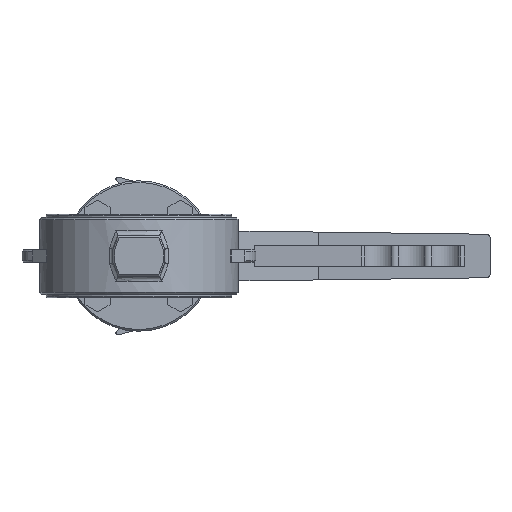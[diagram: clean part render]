
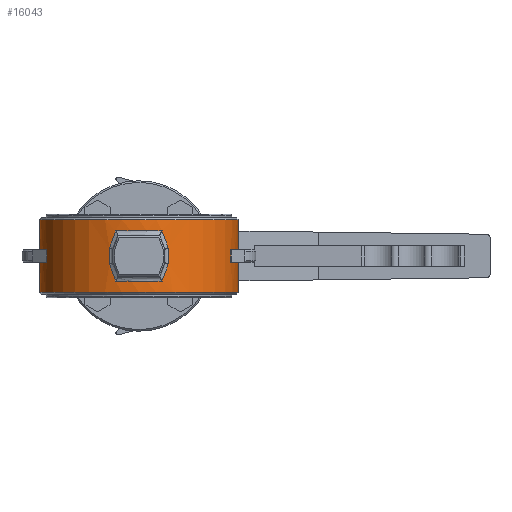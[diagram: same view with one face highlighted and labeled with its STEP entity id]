
A CAD part, front view. The second image highlights one B-rep face of the part: STEP entity #16043.
In plain terms, the highlighted cylindrical face has radius 59.5 mm (diameter 119 mm), a partial arc.
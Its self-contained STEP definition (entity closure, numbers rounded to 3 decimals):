
#214=ELLIPSE('',#17128,176.969,59.5);
#216=ELLIPSE('',#17135,176.969,59.5);
#218=ELLIPSE('',#17176,176.969,59.5);
#220=ELLIPSE('',#17190,176.969,59.5);
#880=CYLINDRICAL_SURFACE('',#17206,59.5);
#1670=LINE('',#27961,#2700);
#1698=LINE('',#28238,#2728);
#1700=LINE('',#28241,#2730);
#1721=LINE('',#28374,#2751);
#1725=LINE('',#28382,#2755);
#1726=LINE('',#28384,#2756);
#1727=LINE('',#28385,#2757);
#1732=LINE('',#28399,#2762);
#2700=VECTOR('',#19852,1000.);
#2728=VECTOR('',#19952,1000.);
#2730=VECTOR('',#19956,1000.);
#2751=VECTOR('',#20035,1000.);
#2755=VECTOR('',#20039,1000.);
#2756=VECTOR('',#20042,1000.);
#2757=VECTOR('',#20043,1000.);
#2762=VECTOR('',#20058,1000.);
#5727=ORIENTED_EDGE('',*,*,#8259,.F.);
#5728=ORIENTED_EDGE('',*,*,#8187,.F.);
#5729=ORIENTED_EDGE('',*,*,#8170,.T.);
#5730=ORIENTED_EDGE('',*,*,#8281,.F.);
#5731=ORIENTED_EDGE('',*,*,#8198,.T.);
#5732=ORIENTED_EDGE('',*,*,#8201,.F.);
#5733=ORIENTED_EDGE('',*,*,#8194,.T.);
#5734=ORIENTED_EDGE('',*,*,#8267,.F.);
#5735=ORIENTED_EDGE('',*,*,#8250,.F.);
#5736=ORIENTED_EDGE('',*,*,#8301,.T.);
#5737=ORIENTED_EDGE('',*,*,#8309,.T.);
#5738=ORIENTED_EDGE('',*,*,#8310,.T.);
#5739=ORIENTED_EDGE('',*,*,#8311,.F.);
#5740=ORIENTED_EDGE('',*,*,#8297,.T.);
#5741=ORIENTED_EDGE('',*,*,#8305,.T.);
#5742=ORIENTED_EDGE('',*,*,#8303,.F.);
#5743=ORIENTED_EDGE('',*,*,#8212,.F.);
#5744=ORIENTED_EDGE('',*,*,#8261,.F.);
#5745=ORIENTED_EDGE('',*,*,#8205,.T.);
#5746=ORIENTED_EDGE('',*,*,#8302,.F.);
#8170=EDGE_CURVE('',#9732,#9731,#10548,.T.);
#8187=EDGE_CURVE('',#9732,#9743,#214,.T.);
#8194=EDGE_CURVE('',#9747,#9746,#10551,.T.);
#8198=EDGE_CURVE('',#9751,#9750,#1670,.T.);
#8201=EDGE_CURVE('',#9747,#9750,#216,.T.);
#8205=EDGE_CURVE('',#9756,#9754,#10553,.T.);
#8212=EDGE_CURVE('',#9761,#9762,#10554,.T.);
#8250=EDGE_CURVE('',#9786,#9788,#10566,.T.);
#8259=EDGE_CURVE('',#9743,#9793,#1698,.T.);
#8261=EDGE_CURVE('',#9756,#9761,#1700,.T.);
#8267=EDGE_CURVE('',#9793,#9746,#218,.T.);
#8281=EDGE_CURVE('',#9751,#9731,#220,.T.);
#8297=EDGE_CURVE('',#9809,#9808,#1721,.T.);
#8301=EDGE_CURVE('',#9786,#9812,#1725,.T.);
#8302=EDGE_CURVE('',#9788,#9754,#1726,.T.);
#8303=EDGE_CURVE('',#9762,#9813,#1727,.T.);
#8305=EDGE_CURVE('',#9808,#9813,#10577,.T.);
#8309=EDGE_CURVE('',#9812,#9816,#10578,.T.);
#8310=EDGE_CURVE('',#9816,#9817,#1732,.T.);
#8311=EDGE_CURVE('',#9809,#9817,#10579,.T.);
#9731=VERTEX_POINT('',#27632);
#9732=VERTEX_POINT('',#27634);
#9743=VERTEX_POINT('',#27749);
#9746=VERTEX_POINT('',#27854);
#9747=VERTEX_POINT('',#27856);
#9750=VERTEX_POINT('',#27960);
#9751=VERTEX_POINT('',#27962);
#9754=VERTEX_POINT('',#28036);
#9756=VERTEX_POINT('',#28039);
#9761=VERTEX_POINT('',#28053);
#9762=VERTEX_POINT('',#28054);
#9786=VERTEX_POINT('',#28173);
#9788=VERTEX_POINT('',#28176);
#9793=VERTEX_POINT('',#28236);
#9808=VERTEX_POINT('',#28373);
#9809=VERTEX_POINT('',#28375);
#9812=VERTEX_POINT('',#28381);
#9813=VERTEX_POINT('',#28386);
#9816=VERTEX_POINT('',#28396);
#9817=VERTEX_POINT('',#28400);
#10548=CIRCLE('',#17121,59.5);
#10551=CIRCLE('',#17133,59.5);
#10553=CIRCLE('',#17139,59.5);
#10554=CIRCLE('',#17142,59.5);
#10566=CIRCLE('',#17166,59.5);
#10577=CIRCLE('',#17203,59.5);
#10578=CIRCLE('',#17205,59.5);
#10579=CIRCLE('',#17207,59.5);
#11344=EDGE_LOOP('',(#5727,#5728,#5729,#5730,#5731,#5732,#5733,#5734));
#11345=EDGE_LOOP('',(#5735,#5736,#5737,#5738,#5739,#5740,#5741,#5742,#5743,
#5744,#5745,#5746));
#12287=FACE_BOUND('',#11344,.T.);
#12288=FACE_BOUND('',#11345,.T.);
#16043=ADVANCED_FACE('',(#12287,#12288),#880,.T.);
#17121=AXIS2_PLACEMENT_3D('',#27633,#19811,#19812);
#17128=AXIS2_PLACEMENT_3D('',#27748,#19836,#19837);
#17133=AXIS2_PLACEMENT_3D('',#27855,#19848,#19849);
#17135=AXIS2_PLACEMENT_3D('',#28030,#19854,#19855);
#17139=AXIS2_PLACEMENT_3D('',#28038,#19863,#19864);
#17142=AXIS2_PLACEMENT_3D('',#28052,#19875,#19876);
#17166=AXIS2_PLACEMENT_3D('',#28175,#19938,#19939);
#17176=AXIS2_PLACEMENT_3D('',#28274,#19968,#19969);
#17190=AXIS2_PLACEMENT_3D('',#28327,#20006,#20007);
#17203=AXIS2_PLACEMENT_3D('',#28389,#20047,#20048);
#17205=AXIS2_PLACEMENT_3D('',#28397,#20054,#20055);
#17206=AXIS2_PLACEMENT_3D('',#28398,#20056,#20057);
#17207=AXIS2_PLACEMENT_3D('',#28401,#20059,#20060);
#19811=DIRECTION('',(0.,0.,1.));
#19812=DIRECTION('',(1.,0.,0.));
#19836=DIRECTION('',(0.942,0.,-0.336));
#19837=DIRECTION('',(-0.336,0.,-0.942));
#19848=DIRECTION('',(0.,0.,-1.));
#19849=DIRECTION('',(-1.,0.,0.));
#19852=DIRECTION('',(0.,0.,-1.));
#19854=DIRECTION('',(-0.942,0.,0.336));
#19855=DIRECTION('',(-0.336,0.,-0.942));
#19863=DIRECTION('',(0.,0.,1.));
#19864=DIRECTION('',(-1.,0.,0.));
#19875=DIRECTION('',(0.,0.,1.));
#19876=DIRECTION('',(-1.,0.,0.));
#19938=DIRECTION('',(0.,0.,1.));
#19939=DIRECTION('',(1.,0.,0.));
#19952=DIRECTION('',(0.,0.,-1.));
#19956=DIRECTION('',(0.,0.,-1.));
#19968=DIRECTION('',(0.942,0.,0.336));
#19969=DIRECTION('',(0.336,0.,-0.942));
#20006=DIRECTION('',(-0.942,0.,-0.336));
#20007=DIRECTION('',(0.336,0.,-0.942));
#20035=DIRECTION('',(0.,0.,-1.));
#20039=DIRECTION('',(0.,0.,-1.));
#20042=DIRECTION('',(0.,0.,-1.));
#20043=DIRECTION('',(0.,0.,-1.));
#20047=DIRECTION('',(0.,0.,1.));
#20048=DIRECTION('',(1.,0.,0.));
#20054=DIRECTION('',(0.,0.,1.));
#20055=DIRECTION('',(1.,0.,0.));
#20056=DIRECTION('',(0.,0.,1.));
#20057=DIRECTION('',(-1.,0.,0.));
#20058=DIRECTION('',(0.,0.,-1.));
#20059=DIRECTION('',(0.,0.,1.));
#20060=DIRECTION('',(1.,0.,0.));
#27632=CARTESIAN_POINT('',(13.879,-57.859,15.));
#27633=CARTESIAN_POINT('',(0.,0.,15.));
#27634=CARTESIAN_POINT('',(-13.879,-57.859,15.));
#27748=CARTESIAN_POINT('',(0.,0.,53.877));
#27749=CARTESIAN_POINT('',(-17.612,-56.834,4.544));
#27854=CARTESIAN_POINT('',(-13.879,-57.859,-15.));
#27855=CARTESIAN_POINT('',(0.,0.,-15.));
#27856=CARTESIAN_POINT('',(13.879,-57.859,-15.));
#27960=CARTESIAN_POINT('',(17.612,-56.834,-4.544));
#27961=CARTESIAN_POINT('',(17.612,-56.834,22.8));
#27962=CARTESIAN_POINT('',(17.612,-56.834,4.544));
#28030=CARTESIAN_POINT('',(0.,0.,-53.877));
#28036=CARTESIAN_POINT('',(59.5,-0.1,3.75));
#28038=CARTESIAN_POINT('',(0.,0.,3.75));
#28039=CARTESIAN_POINT('',(55.082,-22.5,3.75));
#28052=CARTESIAN_POINT('',(0.,0.,-3.75));
#28053=CARTESIAN_POINT('',(55.082,-22.5,-3.75));
#28054=CARTESIAN_POINT('',(59.5,-0.1,-3.75));
#28173=CARTESIAN_POINT('',(-59.5,-0.1,21.8));
#28175=CARTESIAN_POINT('',(0.,0.,21.8));
#28176=CARTESIAN_POINT('',(59.5,-0.1,21.8));
#28236=CARTESIAN_POINT('',(-17.612,-56.834,-4.544));
#28238=CARTESIAN_POINT('',(-17.612,-56.834,22.8));
#28241=CARTESIAN_POINT('',(55.082,-22.5,3.75));
#28274=CARTESIAN_POINT('',(0.,0.,-53.877));
#28327=CARTESIAN_POINT('',(0.,0.,53.877));
#28373=CARTESIAN_POINT('',(-59.5,-0.1,-21.8));
#28374=CARTESIAN_POINT('',(-59.5,-0.1,22.8));
#28375=CARTESIAN_POINT('',(-59.5,-0.1,-3.75));
#28381=CARTESIAN_POINT('',(-59.5,-0.1,3.75));
#28382=CARTESIAN_POINT('',(-59.5,-0.1,22.8));
#28384=CARTESIAN_POINT('',(59.5,-0.1,22.8));
#28385=CARTESIAN_POINT('',(59.5,-0.1,22.8));
#28386=CARTESIAN_POINT('',(59.5,-0.1,-21.8));
#28389=CARTESIAN_POINT('',(0.,0.,-21.8));
#28396=CARTESIAN_POINT('',(-55.082,-22.5,3.75));
#28397=CARTESIAN_POINT('',(0.,0.,3.75));
#28398=CARTESIAN_POINT('',(0.,0.,22.8));
#28399=CARTESIAN_POINT('',(-55.082,-22.5,3.75));
#28400=CARTESIAN_POINT('',(-55.082,-22.5,-3.75));
#28401=CARTESIAN_POINT('',(0.,0.,-3.75));
